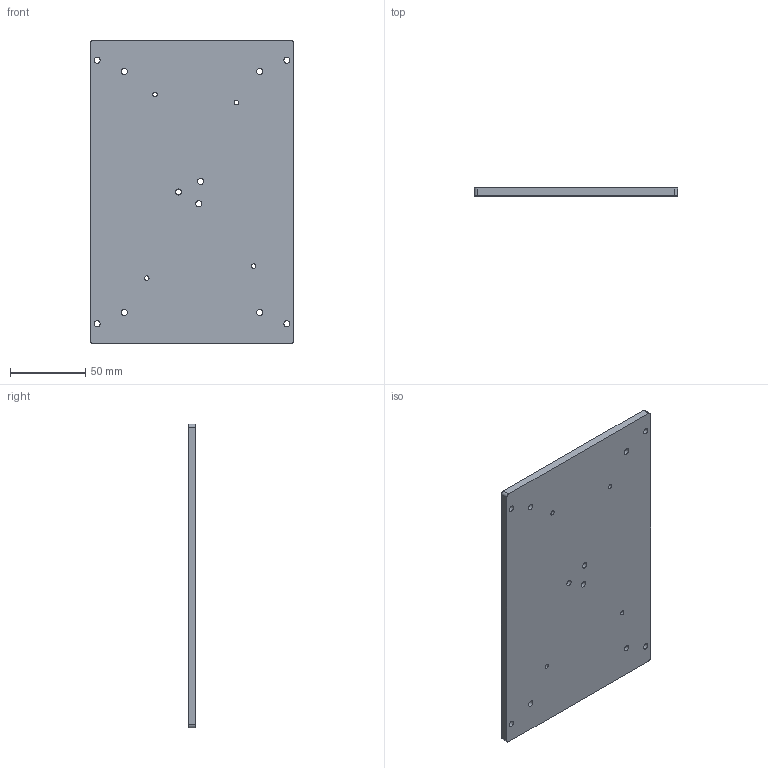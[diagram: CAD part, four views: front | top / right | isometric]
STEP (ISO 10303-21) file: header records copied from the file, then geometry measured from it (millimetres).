
FILE_DESCRIPTION(/* description */ (''),/* implementation_level */ '2;1');
FILE_NAME(/* name */ 'Screen holder Back.stp',/* time_stamp */ '2020-10-12T20:49:48+01:00',/* author */ ('ferrerx'),/* organization */ (''),/* preprocessor_version */ 'ST-DEVELOPER v18',/* originating_system */ 'Autodesk Inventor 2020',/* authorisation */ '');
FILE_SCHEMA (('AUTOMOTIVE_DESIGN { 1 0 10303 214 3 1 1 }'));
Length unit declared in the file: millimetre
Products named in the file (1): Screen holder front
Bounding box: 135 x 5 x 201.5 mm (x, y, z)
Volume: 135162.8 mm3; surface area: 58292.6 mm2
Topology: 1 solids, 1 shells, 25 faces, 88 edges, 65 vertices
Faces by surface type: cylinder 19, plane 6
Full cylindrical faces by diameter (mm): 3 x4, 4 x11
Entity records: 1112 total; most frequent: DIRECTION 197, CARTESIAN_POINT 179, ORIENTED_EDGE 176, EDGE_CURVE 88, AXIS2_PLACEMENT_3D 83, VERTEX_POINT 65, CIRCLE 57, EDGE_LOOP 55
